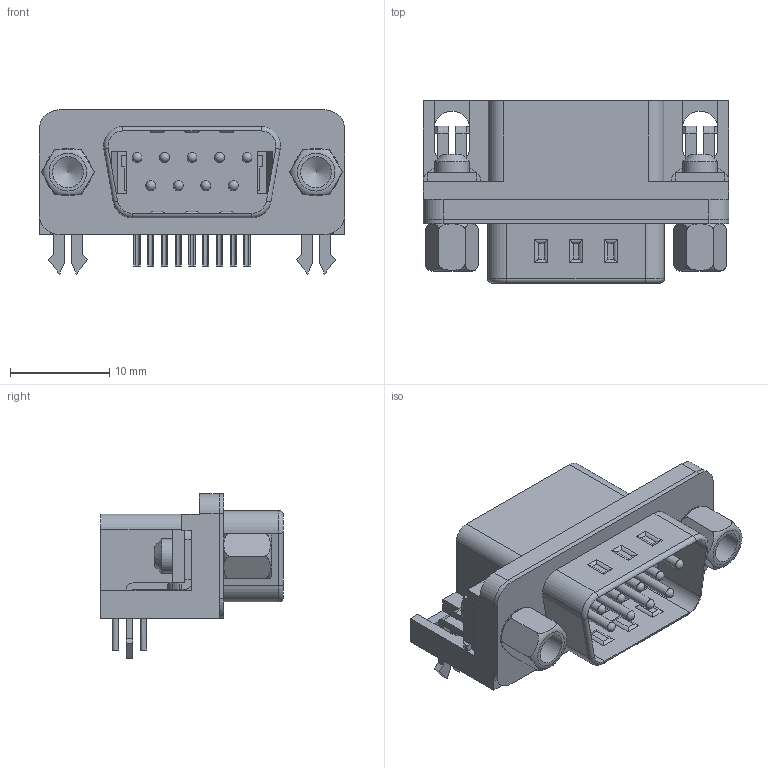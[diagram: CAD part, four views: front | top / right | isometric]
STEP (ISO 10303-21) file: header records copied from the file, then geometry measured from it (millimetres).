
FILE_DESCRIPTION(/* description */ ('Unknown'),/* implementation_level */ '2;1');
FILE_NAME(/* name */ 'J_Wurth_WR-DSUB_618009231221',/* time_stamp */ '2025-07-14T11:34:40+08:00',/* author */ ('Unknown'),/* organization */ ('Unknown'),/* preprocessor_version */ 'ST-DEVELOPER v19.4',/* originating_system */ 'Solid Edge',/* authorisation */ 'Unknown');
FILE_SCHEMA (('AUTOMOTIVE_DESIGN {1 0 10303 214 3 1 1}'));
Length unit declared in the file: millimetre
Products named in the file (2): J_Wurth_WR-DSUB_618009231221
Assembly tree (1 placements, depth 2):
  J_Wurth_WR-DSUB_618009231221
    J_Wurth_WR-DSUB_618009231221
Bounding box: 30.8 x 18.4 x 16.55 mm (x, y, z)
Volume: 3005.2 mm3; surface area: 6359 mm2
Topology: 18 solids, 18 shells, 723 faces, 1882 edges, 1187 vertices
Faces by surface type: plane 396, cylinder 161, bspline 126, cone 19, torus 12, sphere 9
Full cylindrical faces by diameter (mm): 0.7 x4, 0.8 x5, 1 x18, 3.121 x4, 3.5 x2, 4 x8
Entity records: 38457 total; most frequent: CARTESIAN_POINT 21427, ORIENTED_EDGE 3532, DIRECTION 3050, EDGE_CURVE 1766, LINE 1236, VECTOR 1236, VERTEX_POINT 1155, AXIS2_PLACEMENT_3D 907
